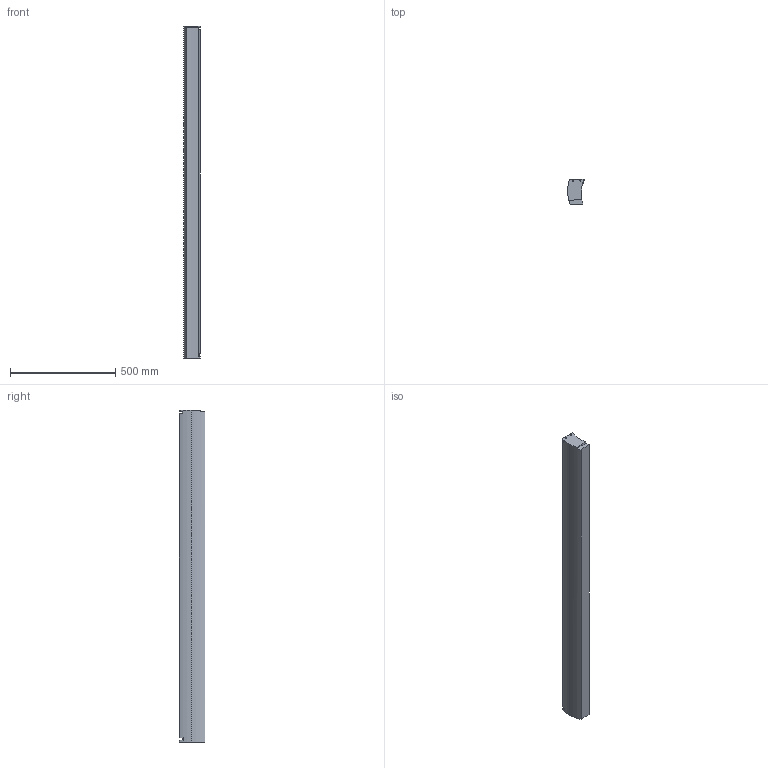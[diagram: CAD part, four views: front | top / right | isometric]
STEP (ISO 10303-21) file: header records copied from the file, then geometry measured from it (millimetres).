
FILE_DESCRIPTION(('CoCreate Modeling STEP Export'),'2;1');
FILE_NAME('cubar_12cm.stp','2011-11-07T 6:10:08',(''),(''),'CoCreate Modeling STEP processor for AP214 (Solid Model)','CoCreate Modeling 16.00A 16-Aug-2008 (C) Parametric Technology GmbH','');
FILE_SCHEMA(('AUTOMOTIVE_DESIGN { 1 0 10303 214 1 1 1 1 }'));
Length unit declared in the file: millimetre
Products named in the file (2): cu_bar.21; cu_bar.23.1
Assembly tree (1 placements, depth 2):
  cu_bar.23.1
    cu_bar.21
Bounding box: 79.36 x 120.89 x 1579.4 mm (x, y, z)
Volume: 12161210.4 mm3; surface area: 608212.7 mm2
Topology: 1 solids, 1 shells, 67 faces, 179 edges, 116 vertices
Faces by surface type: cylinder 36, torus 16, plane 11, cone 4
Entity records: 3263 total; most frequent: CARTESIAN_POINT 1611, ORIENTED_EDGE 350, DIRECTION 253, EDGE_CURVE 175, VERTEX_POINT 116, AXIS2_PLACEMENT_3D 106, EDGE_LOOP 81, FACE_OUTER_BOUND 67
